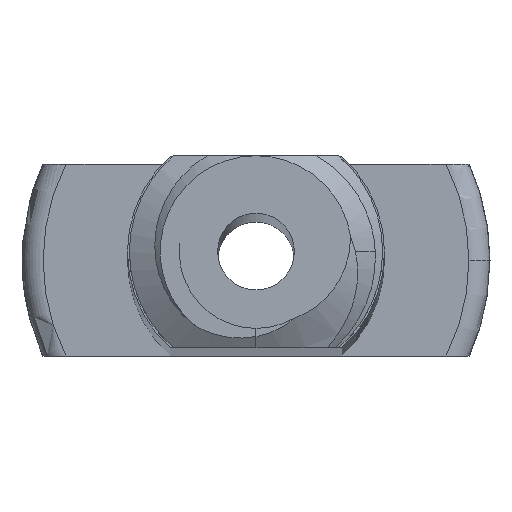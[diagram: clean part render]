
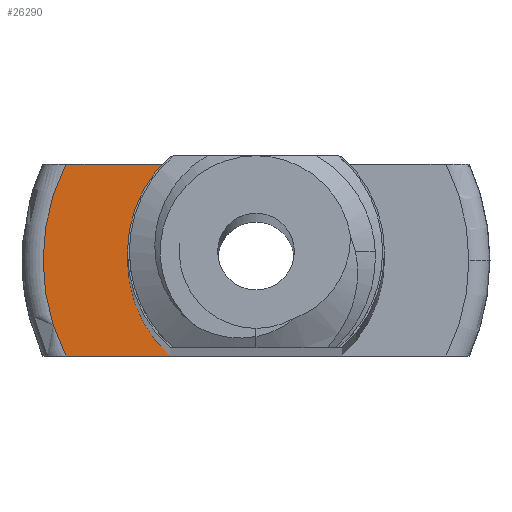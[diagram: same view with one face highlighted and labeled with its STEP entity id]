
A CAD part, top view. The second image highlights one B-rep face of the part: STEP entity #26290.
In plain terms, the highlighted planar face has unit normal (0, 0, 1).
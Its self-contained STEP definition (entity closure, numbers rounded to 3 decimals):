
#6430 = PLANE('',#6431);
#6431 = AXIS2_PLACEMENT_3D('',#6432,#6433,#6434);
#6432 = CARTESIAN_POINT('',(-12.5,-2.5,200.));
#6433 = DIRECTION('',(0.,1.,0.));
#6434 = DIRECTION('',(-1.,0.,0.));
#7219 = PLANE('',#7220);
#7220 = AXIS2_PLACEMENT_3D('',#7221,#7222,#7223);
#7221 = CARTESIAN_POINT('',(-12.5,2.5,200.));
#7222 = DIRECTION('',(0.,-1.,0.));
#7223 = DIRECTION('',(1.,0.,0.));
#9746 = VERTEX_POINT('',#9747);
#9747 = CARTESIAN_POINT('',(-2.23,-2.5,0.));
#9761 = CYLINDRICAL_SURFACE('',#9762,3.35);
#9762 = AXIS2_PLACEMENT_3D('',#9763,#9764,#9765);
#9763 = CARTESIAN_POINT('',(0.,0.,
    120.475));
#9764 = DIRECTION('',(0.,0.,-1.));
#9765 = DIRECTION('',(1.,0.,0.));
#9773 = EDGE_CURVE('',#9774,#9746,#9776,.T.);
#9774 = VERTEX_POINT('',#9775);
#9775 = CARTESIAN_POINT('',(-4.955,-2.5,0.));
#9776 = SURFACE_CURVE('',#9777,(#9781,#9788),.PCURVE_S1.);
#9777 = LINE('',#9778,#9779);
#9778 = CARTESIAN_POINT('',(-6.25,-2.5,0.));
#9779 = VECTOR('',#9780,1.);
#9780 = DIRECTION('',(1.,0.,0.));
#9781 = PCURVE('',#6430,#9782);
#9782 = DEFINITIONAL_REPRESENTATION('',(#9783),#9787);
#9783 = LINE('',#9784,#9785);
#9784 = CARTESIAN_POINT('',(-6.25,-200.));
#9785 = VECTOR('',#9786,1.);
#9786 = DIRECTION('',(-1.,0.));
#9787 = ( GEOMETRIC_REPRESENTATION_CONTEXT(2) 
PARAMETRIC_REPRESENTATION_CONTEXT() REPRESENTATION_CONTEXT('2D SPACE',''
  ) );
#9788 = PCURVE('',#9789,#9794);
#9789 = PLANE('',#9790);
#9790 = AXIS2_PLACEMENT_3D('',#9791,#9792,#9793);
#9791 = CARTESIAN_POINT('',(0.,0.,
    0.));
#9792 = DIRECTION('',(0.,0.,-1.));
#9793 = DIRECTION('',(1.,0.,0.));
#9794 = DEFINITIONAL_REPRESENTATION('',(#9795),#9799);
#9795 = LINE('',#9796,#9797);
#9796 = CARTESIAN_POINT('',(-6.25,2.5));
#9797 = VECTOR('',#9798,1.);
#9798 = DIRECTION('',(1.,0.));
#9799 = ( GEOMETRIC_REPRESENTATION_CONTEXT(2) 
PARAMETRIC_REPRESENTATION_CONTEXT() REPRESENTATION_CONTEXT('2D SPACE',''
  ) );
#9855 = TOROIDAL_SURFACE('',#9856,5.55,0.55);
#9856 = AXIS2_PLACEMENT_3D('',#9857,#9858,#9859);
#9857 = CARTESIAN_POINT('',(0.,0.,-0.55)
  );
#9858 = DIRECTION('',(0.,0.,1.));
#9859 = DIRECTION('',(1.,0.,0.));
#23929 = VERTEX_POINT('',#23930);
#23930 = CARTESIAN_POINT('',(-2.23,2.5,0.));
#23951 = EDGE_CURVE('',#23952,#23929,#23954,.T.);
#23952 = VERTEX_POINT('',#23953);
#23953 = CARTESIAN_POINT('',(-4.955,2.5,0.));
#23954 = SURFACE_CURVE('',#23955,(#23959,#23966),.PCURVE_S1.);
#23955 = LINE('',#23956,#23957);
#23956 = CARTESIAN_POINT('',(-6.25,2.5,0.));
#23957 = VECTOR('',#23958,1.);
#23958 = DIRECTION('',(1.,0.,0.));
#23959 = PCURVE('',#7219,#23960);
#23960 = DEFINITIONAL_REPRESENTATION('',(#23961),#23965);
#23961 = LINE('',#23962,#23963);
#23962 = CARTESIAN_POINT('',(6.25,-200.));
#23963 = VECTOR('',#23964,1.);
#23964 = DIRECTION('',(1.,0.));
#23965 = ( GEOMETRIC_REPRESENTATION_CONTEXT(2) 
PARAMETRIC_REPRESENTATION_CONTEXT() REPRESENTATION_CONTEXT('2D SPACE',''
  ) );
#23966 = PCURVE('',#9789,#23967);
#23967 = DEFINITIONAL_REPRESENTATION('',(#23968),#23972);
#23968 = LINE('',#23969,#23970);
#23969 = CARTESIAN_POINT('',(-6.25,-2.5));
#23970 = VECTOR('',#23971,1.);
#23971 = DIRECTION('',(1.,0.));
#23972 = ( GEOMETRIC_REPRESENTATION_CONTEXT(2) 
PARAMETRIC_REPRESENTATION_CONTEXT() REPRESENTATION_CONTEXT('2D SPACE',''
  ) );
#26219 = EDGE_CURVE('',#9746,#23929,#26220,.T.);
#26220 = SURFACE_CURVE('',#26221,(#26226,#26233),.PCURVE_S1.);
#26221 = CIRCLE('',#26222,3.35);
#26222 = AXIS2_PLACEMENT_3D('',#26223,#26224,#26225);
#26223 = CARTESIAN_POINT('',(0.,0.,
    0.));
#26224 = DIRECTION('',(0.,0.,-1.));
#26225 = DIRECTION('',(1.,0.,0.));
#26226 = PCURVE('',#9761,#26227);
#26227 = DEFINITIONAL_REPRESENTATION('',(#26228),#26232);
#26228 = LINE('',#26229,#26230);
#26229 = CARTESIAN_POINT('',(0.,120.475));
#26230 = VECTOR('',#26231,1.);
#26231 = DIRECTION('',(1.,0.));
#26232 = ( GEOMETRIC_REPRESENTATION_CONTEXT(2) 
PARAMETRIC_REPRESENTATION_CONTEXT() REPRESENTATION_CONTEXT('2D SPACE',''
  ) );
#26233 = PCURVE('',#9789,#26234);
#26234 = DEFINITIONAL_REPRESENTATION('',(#26235),#26239);
#26235 = CIRCLE('',#26236,3.35);
#26236 = AXIS2_PLACEMENT_2D('',#26237,#26238);
#26237 = CARTESIAN_POINT('',(0.,0.));
#26238 = DIRECTION('',(1.,0.));
#26239 = ( GEOMETRIC_REPRESENTATION_CONTEXT(2) 
PARAMETRIC_REPRESENTATION_CONTEXT() REPRESENTATION_CONTEXT('2D SPACE',''
  ) );
#26290 = ADVANCED_FACE('',(#26291),#9789,.F.);
#26291 = FACE_BOUND('',#26292,.T.);
#26292 = EDGE_LOOP('',(#26293,#26294,#26295,#26296));
#26293 = ORIENTED_EDGE('',*,*,#9773,.T.);
#26294 = ORIENTED_EDGE('',*,*,#26219,.T.);
#26295 = ORIENTED_EDGE('',*,*,#23951,.F.);
#26296 = ORIENTED_EDGE('',*,*,#26297,.F.);
#26297 = EDGE_CURVE('',#9774,#23952,#26298,.T.);
#26298 = SURFACE_CURVE('',#26299,(#26304,#26311),.PCURVE_S1.);
#26299 = CIRCLE('',#26300,5.55);
#26300 = AXIS2_PLACEMENT_3D('',#26301,#26302,#26303);
#26301 = CARTESIAN_POINT('',(0.,0.,
    0.));
#26302 = DIRECTION('',(0.,0.,-1.));
#26303 = DIRECTION('',(1.,0.,0.));
#26304 = PCURVE('',#9789,#26305);
#26305 = DEFINITIONAL_REPRESENTATION('',(#26306),#26310);
#26306 = CIRCLE('',#26307,5.55);
#26307 = AXIS2_PLACEMENT_2D('',#26308,#26309);
#26308 = CARTESIAN_POINT('',(0.,0.));
#26309 = DIRECTION('',(1.,0.));
#26310 = ( GEOMETRIC_REPRESENTATION_CONTEXT(2) 
PARAMETRIC_REPRESENTATION_CONTEXT() REPRESENTATION_CONTEXT('2D SPACE',''
  ) );
#26311 = PCURVE('',#9855,#26312);
#26312 = DEFINITIONAL_REPRESENTATION('',(#26313),#26317);
#26313 = LINE('',#26314,#26315);
#26314 = CARTESIAN_POINT('',(-0.,7.854));
#26315 = VECTOR('',#26316,1.);
#26316 = DIRECTION('',(-1.,0.));
#26317 = ( GEOMETRIC_REPRESENTATION_CONTEXT(2) 
PARAMETRIC_REPRESENTATION_CONTEXT() REPRESENTATION_CONTEXT('2D SPACE',''
  ) );
